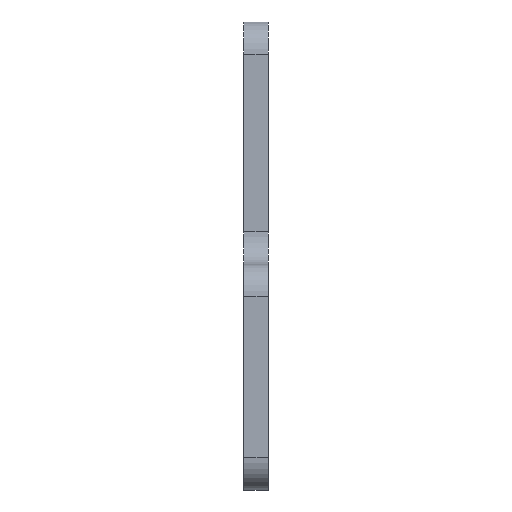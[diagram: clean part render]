
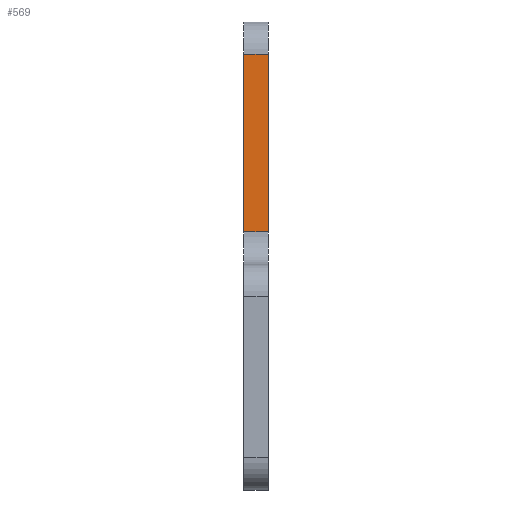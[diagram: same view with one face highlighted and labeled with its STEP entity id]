
A CAD part, left-side view. The second image highlights one B-rep face of the part: STEP entity #569.
In plain terms, the highlighted planar face has unit normal (-1, 0, 0).
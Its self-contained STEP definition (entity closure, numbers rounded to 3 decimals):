
#11 = DIRECTION ( 'NONE',  ( 0., 0., -1. ) ) ;
#33 = CARTESIAN_POINT ( 'NONE',  ( -7., 0., 9. ) ) ;
#58 = VECTOR ( 'NONE', #11, 1000. ) ;
#160 = LINE ( 'NONE', #822, #58 ) ;
#179 = VERTEX_POINT ( 'NONE', #834 ) ;
#215 = VECTOR ( 'NONE', #862, 1000. ) ;
#221 = DIRECTION ( 'NONE',  ( 0., 0., -1. ) ) ;
#291 = VERTEX_POINT ( 'NONE', #311 ) ;
#301 = ORIENTED_EDGE ( 'NONE', *, *, #466, .T. ) ;
#311 = CARTESIAN_POINT ( 'NONE',  ( -7., 1.5, 20. ) ) ;
#410 = VERTEX_POINT ( 'NONE', #608 ) ;
#466 = EDGE_CURVE ( 'NONE', #1012, #410, #589, .T. ) ;
#530 = EDGE_CURVE ( 'NONE', #179, #291, #1028, .T. ) ;
#550 = EDGE_LOOP ( 'NONE', ( #1046, #301, #638, #977 ) ) ;
#569 = ADVANCED_FACE ( 'NONE', ( #871 ), #789, .T. ) ;
#585 = EDGE_CURVE ( 'NONE', #291, #1012, #783, .T. ) ;
#589 = LINE ( 'NONE', #33, #821 ) ;
#608 = CARTESIAN_POINT ( 'NONE',  ( -7., 0., 9. ) ) ;
#638 = ORIENTED_EDGE ( 'NONE', *, *, #782, .F. ) ;
#707 = DIRECTION ( 'NONE',  ( -1., 0., 0. ) ) ;
#771 = CARTESIAN_POINT ( 'NONE',  ( -7., 0., 20. ) ) ;
#782 = EDGE_CURVE ( 'NONE', #179, #410, #160, .T. ) ;
#783 = LINE ( 'NONE', #795, #803 ) ;
#789 = PLANE ( 'NONE',  #899 ) ;
#795 = CARTESIAN_POINT ( 'NONE',  ( -7., 1.5, 22. ) ) ;
#798 = DIRECTION ( 'NONE',  ( 0., 0., -1. ) ) ;
#803 = VECTOR ( 'NONE', #798, 1000. ) ;
#821 = VECTOR ( 'NONE', #855, 1000. ) ;
#822 = CARTESIAN_POINT ( 'NONE',  ( -7., 0., 22. ) ) ;
#834 = CARTESIAN_POINT ( 'NONE',  ( -7., 0., 20. ) ) ;
#855 = DIRECTION ( 'NONE',  ( 0., -1., 0. ) ) ;
#862 = DIRECTION ( 'NONE',  ( 0., 1., 0. ) ) ;
#871 = FACE_OUTER_BOUND ( 'NONE', #550, .T. ) ;
#882 = CARTESIAN_POINT ( 'NONE',  ( -7., 1.5, 9. ) ) ;
#899 = AXIS2_PLACEMENT_3D ( 'NONE', #1052, #707, #221 ) ;
#977 = ORIENTED_EDGE ( 'NONE', *, *, #530, .T. ) ;
#1012 = VERTEX_POINT ( 'NONE', #882 ) ;
#1028 = LINE ( 'NONE', #771, #215 ) ;
#1046 = ORIENTED_EDGE ( 'NONE', *, *, #585, .T. ) ;
#1052 = CARTESIAN_POINT ( 'NONE',  ( -7., 0., 22. ) ) ;
